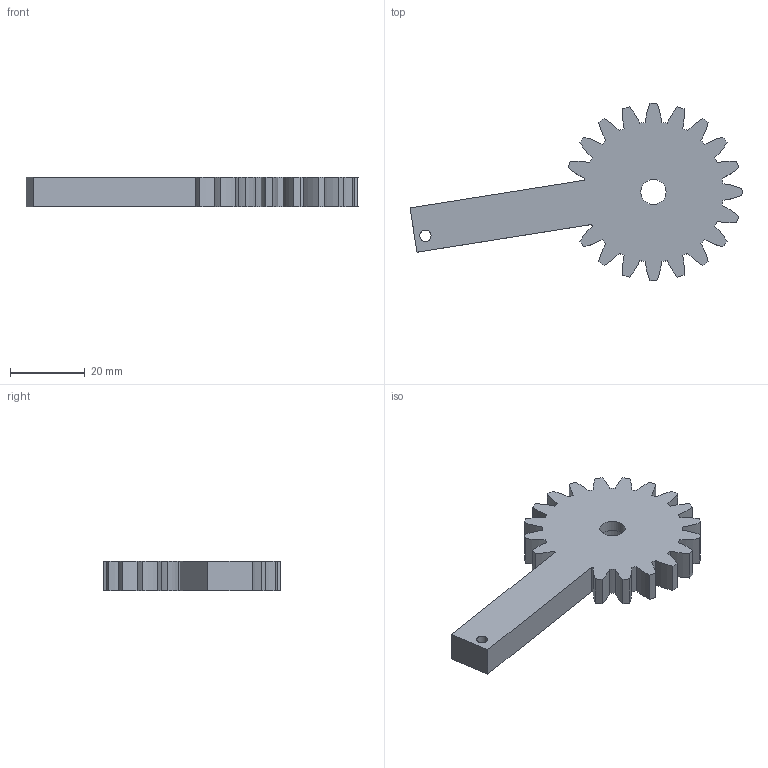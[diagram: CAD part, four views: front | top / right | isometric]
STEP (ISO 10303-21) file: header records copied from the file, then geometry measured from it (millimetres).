
FILE_DESCRIPTION(/* description */ (''),/* implementation_level */ '2;1');
FILE_NAME(/* name */ 'GearedArm_Driven.stp',/* time_stamp */ '2025-12-11T09:59:16-05:00',/* author */ ('santiago'),/* organization */ (''),/* preprocessor_version */ 'ST-DEVELOPER v20',/* originating_system */ 'Autodesk Inventor 2025',/* authorisation */ '');
FILE_SCHEMA (('AUTOMOTIVE_DESIGN { 1 0 10303 214 3 1 1 }'));
Length unit declared in the file: millimetre
Products named in the file (1): Spur Gear2
Bounding box: 88.84 x 47.4 x 8 mm (x, y, z)
Volume: 15165.7 mm3; surface area: 6980.7 mm2
Topology: 1 solids, 1 shells, 82 faces, 237 edges, 158 vertices
Faces by surface type: cylinder 76, plane 6
Full cylindrical faces by diameter (mm): 3 x1, 6.75 x1, 10 x1
Entity records: 2844 total; most frequent: DIRECTION 555, CARTESIAN_POINT 478, ORIENTED_EDGE 474, EDGE_CURVE 237, AXIS2_PLACEMENT_3D 235, VERTEX_POINT 158, CIRCLE 152, EDGE_LOOP 87
